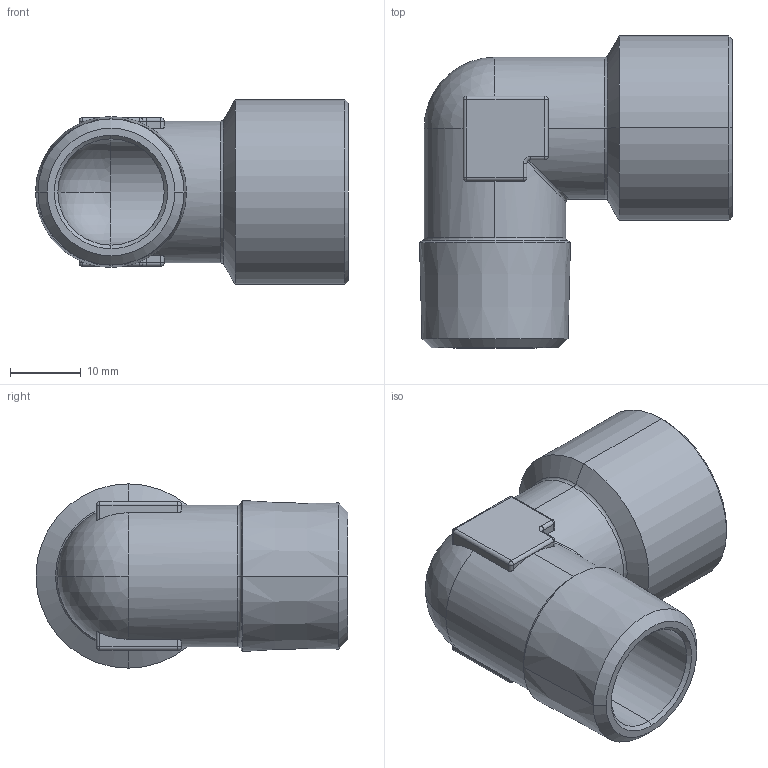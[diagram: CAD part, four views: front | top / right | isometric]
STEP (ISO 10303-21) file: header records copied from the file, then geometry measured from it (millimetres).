
FILE_DESCRIPTION (( 'STEP AP203' ), '1' );
FILE_NAME ('05120004.STEP', '2010-09-13T09:07:06', ( 'Flavio' ), ( '' ), 'SwSTEP 2.0', 'SolidWorks 2009', '' );
FILE_SCHEMA (( 'CONFIG_CONTROL_DESIGN' ));
Length unit declared in the file: millimetre
Products named in the file (1): 05120004
Bounding box: 44.15 x 44 x 26 mm (x, y, z)
Volume: 11245.1 mm3; surface area: 8085 mm2
Topology: 1 solids, 1 shells, 93 faces, 221 edges, 118 vertices
Faces by surface type: cylinder 36, plane 20, cone 16, sphere 14, torus 6, bspline 1
Entity records: 2857 total; most frequent: CARTESIAN_POINT 688, DIRECTION 478, ORIENTED_EDGE 418, EDGE_CURVE 209, AXIS2_PLACEMENT_3D 195, VERTEX_POINT 118, CIRCLE 102, EDGE_LOOP 95
